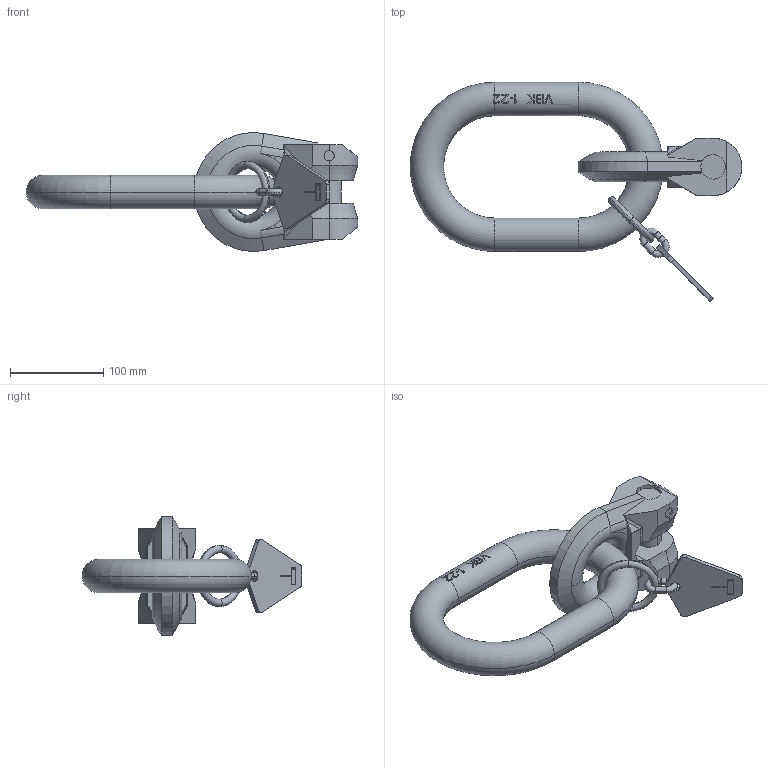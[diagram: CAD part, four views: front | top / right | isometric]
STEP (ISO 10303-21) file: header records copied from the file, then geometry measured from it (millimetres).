
FILE_DESCRIPTION((''),'2;1');
FILE_NAME('001-M31179-P-7_ASM','2004-10-20T',('Haas'),(''),'PRO/ENGINEER BY PARAMETRIC TECHNOLOGY CORPORATION, 2003450','PRO/ENGINEER BY PARAMETRIC TECHNOLOGY CORPORATION, 2003450','');
FILE_SCHEMA(('CONFIG_CONTROL_DESIGN'));
Length unit declared in the file: millimetre
Products named in the file (7): 001-M31132-P-7_AF0; 001-M31494-P-1; 001-M31128-V03; 001-M31161-P-1; 001-M31129-P-2; 001-M31161-P-1_ASM; 001-M31179-P-7_ASM
Assembly tree (6 placements, depth 3):
  001-M31179-P-7_ASM
    001-M31132-P-7_AF0
    001-M31494-P-1
    001-M31128-V03
    001-M31161-P-1_ASM
      001-M31161-P-1
      001-M31129-P-2
Bounding box: 356.49 x 235.96 x 128 mm (x, y, z)
Volume: 1199314.9 mm3; surface area: 145588.1 mm2
Topology: 5 solids, 5 shells, 315 faces, 830 edges, 530 vertices
Faces by surface type: plane 216, cylinder 64, torus 17, bspline 12, sphere 4, cone 2
Entity records: 10488 total; most frequent: CARTESIAN_POINT 2761, ORIENTED_EDGE 1660, DIRECTION 1451, EDGE_CURVE 830, VERTEX_POINT 530, VECTOR 527, LINE 527, AXIS2_PLACEMENT_3D 462
